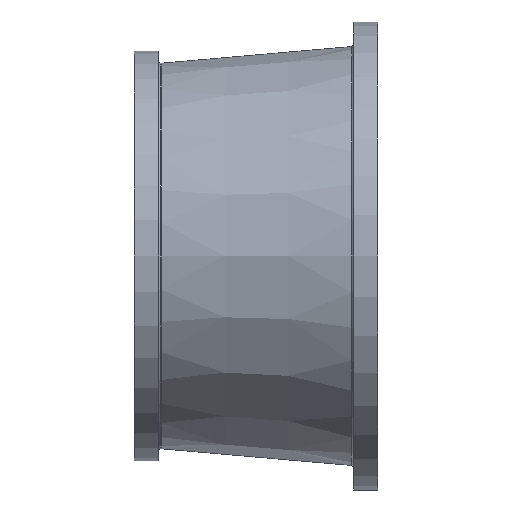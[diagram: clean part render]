
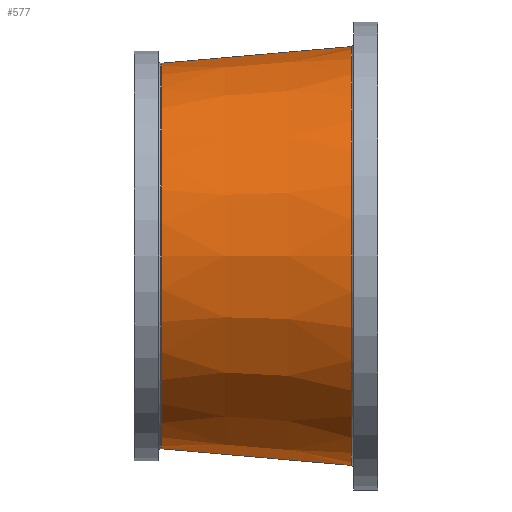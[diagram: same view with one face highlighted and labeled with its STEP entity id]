
A CAD part, left-side view. The second image highlights one B-rep face of the part: STEP entity #577.
In plain terms, the highlighted conical face has half-angle 5 degrees and reference radius 395 mm.
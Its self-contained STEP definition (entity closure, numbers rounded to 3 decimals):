
#14 = LINE ( 'NONE', #1357, #438 ) ;
#81 = DIRECTION ( 'NONE',  ( 0., -0.996, 0.087 ) ) ;
#88 = CIRCLE ( 'NONE', #310, 429.596 ) ;
#89 = EDGE_LOOP ( 'NONE', ( #189, #576, #1301, #1832 ) ) ;
#189 = ORIENTED_EDGE ( 'NONE', *, *, #716, .F. ) ;
#296 = CARTESIAN_POINT ( 'NONE',  ( 0., 450., -395. ) ) ;
#310 = AXIS2_PLACEMENT_3D ( 'NONE', #1255, #639, #1115 ) ;
#360 = CARTESIAN_POINT ( 'NONE',  ( 0., 54.564, -429.596 ) ) ;
#409 = LINE ( 'NONE', #296, #1134 ) ;
#438 = VECTOR ( 'NONE', #81, 1000. ) ;
#458 = VERTEX_POINT ( 'NONE', #1254 ) ;
#531 = CARTESIAN_POINT ( 'NONE',  ( 0., 444.564, 0. ) ) ;
#574 = EDGE_CURVE ( 'NONE', #1324, #1201, #1213, .T. ) ;
#576 = ORIENTED_EDGE ( 'NONE', *, *, #574, .T. ) ;
#577 = ADVANCED_FACE ( 'NONE', ( #1882 ), #1187, .T. ) ;
#625 = DIRECTION ( 'NONE',  ( 0., -0.996, -0.087 ) ) ;
#639 = DIRECTION ( 'NONE',  ( 0., 1., 0. ) ) ;
#683 = CARTESIAN_POINT ( 'NONE',  ( 0., 450., 0. ) ) ;
#716 = EDGE_CURVE ( 'NONE', #1324, #458, #14, .T. ) ;
#1115 = DIRECTION ( 'NONE',  ( 0., 0., -1. ) ) ;
#1134 = VECTOR ( 'NONE', #625, 1000. ) ;
#1187 = CONICAL_SURFACE ( 'NONE', #1883, 395., 0.087 ) ;
#1201 = VERTEX_POINT ( 'NONE', #1501 ) ;
#1213 = CIRCLE ( 'NONE', #1806, 395.476 ) ;
#1254 = CARTESIAN_POINT ( 'NONE',  ( 0., 54.564, 429.596 ) ) ;
#1255 = CARTESIAN_POINT ( 'NONE',  ( 0., 54.564, 0. ) ) ;
#1301 = ORIENTED_EDGE ( 'NONE', *, *, #1430, .T. ) ;
#1306 = DIRECTION ( 'NONE',  ( 0., 0., -1. ) ) ;
#1324 = VERTEX_POINT ( 'NONE', #1668 ) ;
#1332 = DIRECTION ( 'NONE',  ( 0., -1., 0. ) ) ;
#1357 = CARTESIAN_POINT ( 'NONE',  ( 0., 450., 395. ) ) ;
#1430 = EDGE_CURVE ( 'NONE', #1201, #1909, #409, .T. ) ;
#1471 = DIRECTION ( 'NONE',  ( 0., 0., -1. ) ) ;
#1501 = CARTESIAN_POINT ( 'NONE',  ( 0., 444.564, -395.476 ) ) ;
#1597 = EDGE_CURVE ( 'NONE', #1909, #458, #88, .T. ) ;
#1668 = CARTESIAN_POINT ( 'NONE',  ( 0., 444.564, 395.476 ) ) ;
#1781 = DIRECTION ( 'NONE',  ( 0., -1., 0. ) ) ;
#1806 = AXIS2_PLACEMENT_3D ( 'NONE', #531, #1332, #1306 ) ;
#1832 = ORIENTED_EDGE ( 'NONE', *, *, #1597, .T. ) ;
#1882 = FACE_OUTER_BOUND ( 'NONE', #89, .T. ) ;
#1883 = AXIS2_PLACEMENT_3D ( 'NONE', #683, #1781, #1471 ) ;
#1909 = VERTEX_POINT ( 'NONE', #360 ) ;
